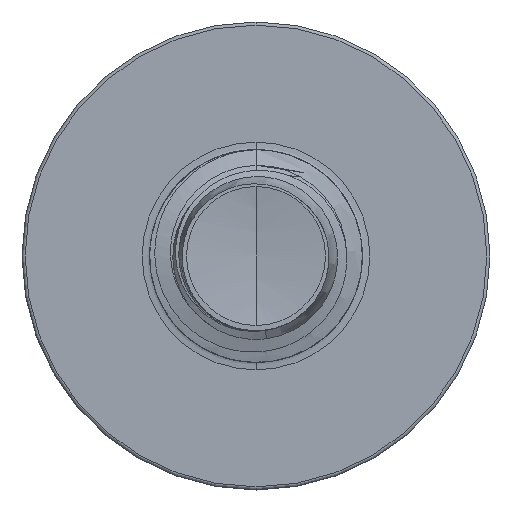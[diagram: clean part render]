
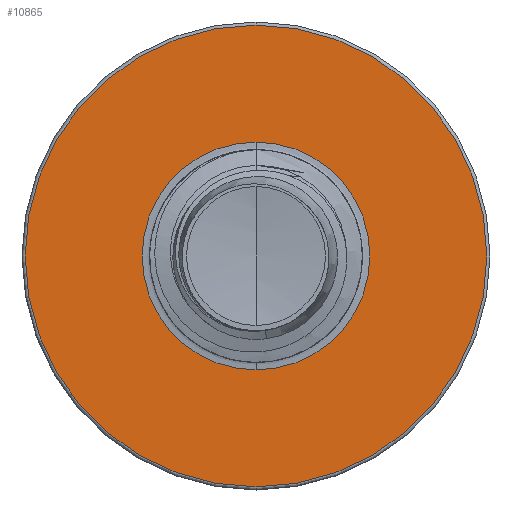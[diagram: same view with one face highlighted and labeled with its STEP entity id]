
A CAD part, front view. The second image highlights one B-rep face of the part: STEP entity #10865.
In plain terms, the highlighted planar face has unit normal (0, -1, 0).
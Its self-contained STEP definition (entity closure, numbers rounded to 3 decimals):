
#1493 = CARTESIAN_POINT ( 'NONE',  ( 0., 35., 2.677 ) ) ;
#1694 = CIRCLE ( 'NONE', #39104, 5.425 ) ;
#2001 = ORIENTED_EDGE ( 'NONE', *, *, #53008, .T. ) ;
#3803 = AXIS2_PLACEMENT_3D ( 'NONE', #39039, #38842, #38802 ) ;
#3910 = CARTESIAN_POINT ( 'NONE',  ( 0., 35., -2.677 ) ) ;
#5104 = CIRCLE ( 'NONE', #42383, 2.677 ) ;
#5287 = ORIENTED_EDGE ( 'NONE', *, *, #16298, .T. ) ;
#6008 = FACE_BOUND ( 'NONE', #34737, .T. ) ;
#6133 = AXIS2_PLACEMENT_3D ( 'NONE', #11343, #11276, #11191 ) ;
#6843 = CIRCLE ( 'NONE', #6133, 5.425 ) ;
#8931 = VERTEX_POINT ( 'NONE', #34170 ) ;
#9066 = EDGE_CURVE ( 'NONE', #57200, #8931, #1694, .T. ) ;
#10865 = ADVANCED_FACE ( 'NONE', ( #54993, #6008 ), #38988, .F. ) ;
#11028 = CARTESIAN_POINT ( 'NONE',  ( 0., 35., -5.425 ) ) ;
#11191 = DIRECTION ( 'NONE',  ( 0., 0., 1. ) ) ;
#11276 = DIRECTION ( 'NONE',  ( 0., 1., 0. ) ) ;
#11343 = CARTESIAN_POINT ( 'NONE',  ( 0., 35., 0. ) ) ;
#13360 = CIRCLE ( 'NONE', #14060, 2.677 ) ;
#14060 = AXIS2_PLACEMENT_3D ( 'NONE', #18363, #50427, #23444 ) ;
#14563 = EDGE_CURVE ( 'NONE', #8931, #57200, #6843, .T. ) ;
#16298 = EDGE_CURVE ( 'NONE', #58743, #18713, #5104, .T. ) ;
#16523 = EDGE_LOOP ( 'NONE', ( #36362, #55909 ) ) ;
#18363 = CARTESIAN_POINT ( 'NONE',  ( 0., 35., 0. ) ) ;
#18713 = VERTEX_POINT ( 'NONE', #3910 ) ;
#20946 = DIRECTION ( 'NONE',  ( 0., 0., 1. ) ) ;
#21077 = DIRECTION ( 'NONE',  ( 0., 1., 0. ) ) ;
#21090 = CARTESIAN_POINT ( 'NONE',  ( 0., 35., 0. ) ) ;
#23444 = DIRECTION ( 'NONE',  ( 0., 0., 1. ) ) ;
#34170 = CARTESIAN_POINT ( 'NONE',  ( 0., 35., 5.425 ) ) ;
#34737 = EDGE_LOOP ( 'NONE', ( #5287, #2001 ) ) ;
#36362 = ORIENTED_EDGE ( 'NONE', *, *, #14563, .F. ) ;
#38802 = DIRECTION ( 'NONE',  ( 0., 0., 1. ) ) ;
#38842 = DIRECTION ( 'NONE',  ( 0., 1., 0. ) ) ;
#38988 = PLANE ( 'NONE',  #3803 ) ;
#39039 = CARTESIAN_POINT ( 'NONE',  ( 0., 35., -2.677 ) ) ;
#39104 = AXIS2_PLACEMENT_3D ( 'NONE', #61800, #61440, #61646 ) ;
#42383 = AXIS2_PLACEMENT_3D ( 'NONE', #21090, #21077, #20946 ) ;
#50427 = DIRECTION ( 'NONE',  ( 0., 1., 0. ) ) ;
#53008 = EDGE_CURVE ( 'NONE', #18713, #58743, #13360, .T. ) ;
#54993 = FACE_OUTER_BOUND ( 'NONE', #16523, .T. ) ;
#55909 = ORIENTED_EDGE ( 'NONE', *, *, #9066, .F. ) ;
#57200 = VERTEX_POINT ( 'NONE', #11028 ) ;
#58743 = VERTEX_POINT ( 'NONE', #1493 ) ;
#61440 = DIRECTION ( 'NONE',  ( 0., 1., 0. ) ) ;
#61646 = DIRECTION ( 'NONE',  ( 0., 0., 1. ) ) ;
#61800 = CARTESIAN_POINT ( 'NONE',  ( 0., 35., 0. ) ) ;
